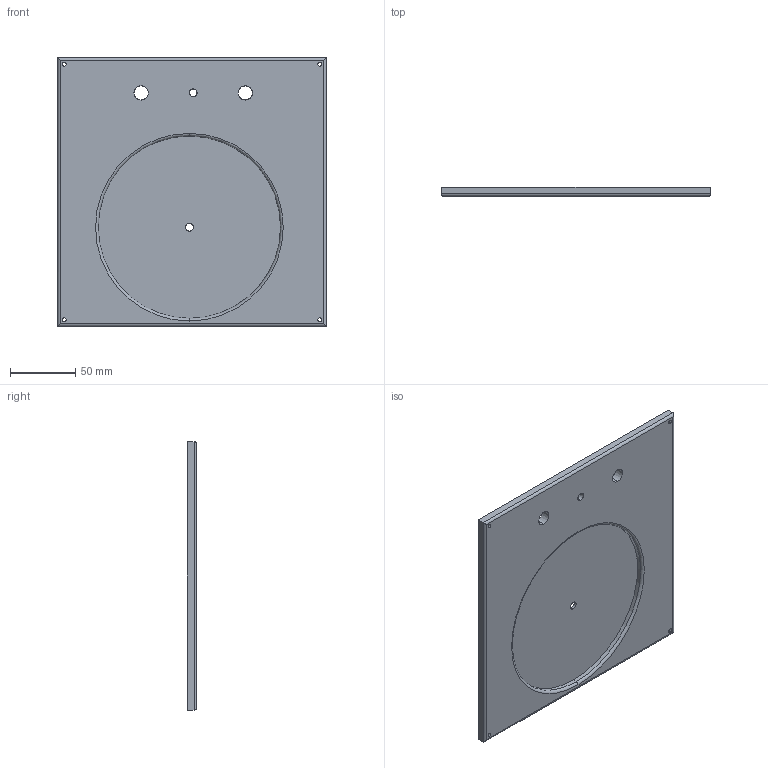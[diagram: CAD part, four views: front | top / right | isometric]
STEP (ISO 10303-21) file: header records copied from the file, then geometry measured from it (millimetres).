
FILE_DESCRIPTION (( 'STEP AP214' ), '1' );
FILE_NAME ('TrayLid.STEP', '2024-07-03T03:19:16', ( '' ), ( '' ), 'SwSTEP 2.0', 'SolidWorks 2023', '' );
FILE_SCHEMA (( 'AUTOMOTIVE_DESIGN' ));
Length unit declared in the file: millimetre
Products named in the file (1): TrayLid
Bounding box: 206.24 x 7 x 206.24 mm (x, y, z)
Volume: 217745.6 mm3; surface area: 92233.4 mm2
Topology: 1 solids, 1 shells, 31 faces, 78 edges, 50 vertices
Faces by surface type: cylinder 12, cone 10, plane 7, torus 2
Entity records: 999 total; most frequent: DIRECTION 178, CARTESIAN_POINT 172, ORIENTED_EDGE 156, EDGE_CURVE 78, AXIS2_PLACEMENT_3D 72, VERTEX_POINT 50, EDGE_LOOP 48, CIRCLE 40
